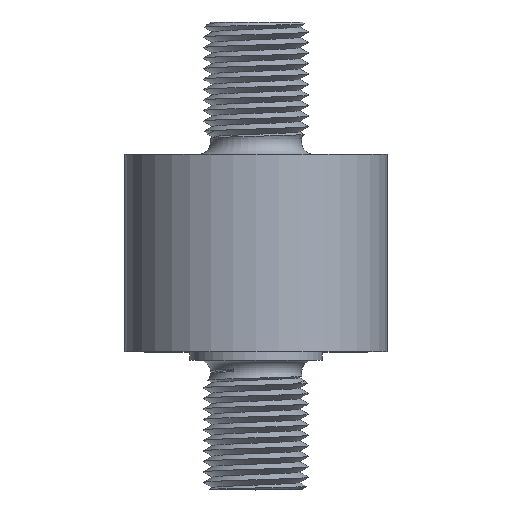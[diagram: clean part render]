
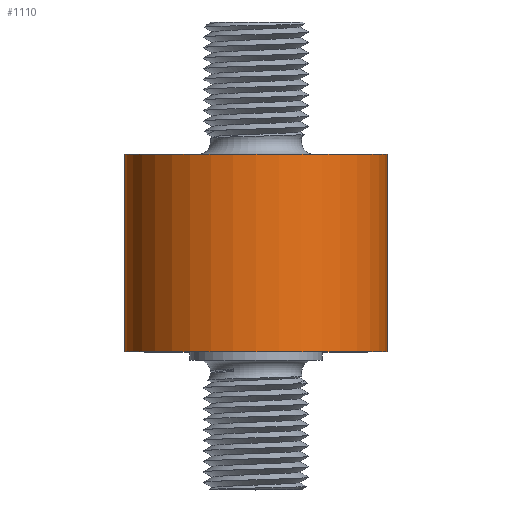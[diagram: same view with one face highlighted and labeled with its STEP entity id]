
A CAD part, top view. The second image highlights one B-rep face of the part: STEP entity #1110.
In plain terms, the highlighted cylindrical face has radius 15.9 mm (diameter 31.8 mm), a full revolution.
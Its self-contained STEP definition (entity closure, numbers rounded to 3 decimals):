
#47=FACE_BOUND('',#153,.T.);
#89=FACE_OUTER_BOUND('',#152,.T.);
#152=EDGE_LOOP('',(#847,#848,#849,#850,#851,#852));
#153=EDGE_LOOP('',(#853,#854));
#224=CIRCLE('',#1216,15.9);
#225=CIRCLE('',#1217,15.9);
#226=CIRCLE('',#1218,15.9);
#227=CIRCLE('',#1219,15.9);
#282=B_SPLINE_CURVE_WITH_KNOTS('',3,(#3290,#3291,#3292,#3293,#3294,#3295,
#3296,#3297,#3298,#3299,#3300,#3301,#3302,#3303,#3304,#3305,#3306,#3307),
 .UNSPECIFIED.,.F.,.F.,(4,2,2,2,2,2,2,2,4),(0.836,1.045,
1.254,1.463,1.672,1.882,2.091,
2.3,2.509),.UNSPECIFIED.);
#283=B_SPLINE_CURVE_WITH_KNOTS('',3,(#3308,#3309,#3310,#3311,#3312,#3313,
#3314,#3315,#3316,#3317,#3318,#3319,#3320,#3321,#3322,#3323,#3324,#3325,
#3326),.UNSPECIFIED.,.F.,.F.,(4,2,2,2,3,2,2,2,4),(-0.836,-0.627,
-0.418,-0.209,0.,0.209,
0.418,0.627,0.836),.UNSPECIFIED.);
#320=LINE('',#3334,#387);
#387=VECTOR('',#1400,15.9);
#503=VERTEX_POINT('',#3287);
#504=VERTEX_POINT('',#3289);
#505=VERTEX_POINT('',#3329);
#506=VERTEX_POINT('',#3330);
#507=VERTEX_POINT('',#3333);
#508=VERTEX_POINT('',#3335);
#646=EDGE_CURVE('',#503,#504,#282,.T.);
#647=EDGE_CURVE('',#504,#503,#283,.T.);
#649=EDGE_CURVE('',#505,#506,#224,.T.);
#650=EDGE_CURVE('',#506,#505,#225,.T.);
#651=EDGE_CURVE('',#506,#507,#320,.T.);
#652=EDGE_CURVE('',#507,#508,#226,.T.);
#653=EDGE_CURVE('',#508,#507,#227,.T.);
#847=ORIENTED_EDGE('',*,*,#649,.F.);
#848=ORIENTED_EDGE('',*,*,#650,.F.);
#849=ORIENTED_EDGE('',*,*,#651,.T.);
#850=ORIENTED_EDGE('',*,*,#652,.T.);
#851=ORIENTED_EDGE('',*,*,#653,.T.);
#852=ORIENTED_EDGE('',*,*,#651,.F.);
#853=ORIENTED_EDGE('',*,*,#647,.F.);
#854=ORIENTED_EDGE('',*,*,#646,.F.);
#1078=CYLINDRICAL_SURFACE('',#1215,15.9);
#1110=ADVANCED_FACE('',(#89,#47),#1078,.T.);
#1215=AXIS2_PLACEMENT_3D('',#3328,#1394,#1395);
#1216=AXIS2_PLACEMENT_3D('',#3331,#1396,#1397);
#1217=AXIS2_PLACEMENT_3D('',#3332,#1398,#1399);
#1218=AXIS2_PLACEMENT_3D('',#3336,#1401,#1402);
#1219=AXIS2_PLACEMENT_3D('',#3337,#1403,#1404);
#1394=DIRECTION('center_axis',(0.,-1.,0.));
#1395=DIRECTION('ref_axis',(0.,0.,-1.));
#1396=DIRECTION('center_axis',(0.,-1.,0.));
#1397=DIRECTION('ref_axis',(0.,0.,-1.));
#1398=DIRECTION('center_axis',(0.,-1.,0.));
#1399=DIRECTION('ref_axis',(0.,0.,-1.));
#1400=DIRECTION('',(0.,1.,0.));
#1401=DIRECTION('center_axis',(0.,-1.,0.));
#1402=DIRECTION('ref_axis',(0.,0.,-1.));
#1403=DIRECTION('center_axis',(0.,-1.,0.));
#1404=DIRECTION('ref_axis',(0.,0.,-1.));
#3287=CARTESIAN_POINT('',(0.,23.2,-15.9));
#3289=CARTESIAN_POINT('',(0.,34.2,-15.9));
#3290=CARTESIAN_POINT('Ctrl Pts',(0.,23.2,-15.9));
#3291=CARTESIAN_POINT('Ctrl Pts',(-0.697,23.2,-15.9));
#3292=CARTESIAN_POINT('Ctrl Pts',(-1.436,23.34,-15.85));
#3293=CARTESIAN_POINT('Ctrl Pts',(-2.789,23.904,-15.668));
#3294=CARTESIAN_POINT('Ctrl Pts',(-3.404,24.326,-15.539));
#3295=CARTESIAN_POINT('Ctrl Pts',(-4.374,25.296,-15.295));
#3296=CARTESIAN_POINT('Ctrl Pts',(-4.797,25.911,-15.162));
#3297=CARTESIAN_POINT('Ctrl Pts',(-5.36,27.264,-14.972));
#3298=CARTESIAN_POINT('Ctrl Pts',(-5.5,28.003,-14.918));
#3299=CARTESIAN_POINT('Ctrl Pts',(-5.5,29.397,-14.918));
#3300=CARTESIAN_POINT('Ctrl Pts',(-5.36,30.136,-14.972));
#3301=CARTESIAN_POINT('Ctrl Pts',(-4.797,31.489,-15.162));
#3302=CARTESIAN_POINT('Ctrl Pts',(-4.374,32.104,-15.295));
#3303=CARTESIAN_POINT('Ctrl Pts',(-3.404,33.074,-15.539));
#3304=CARTESIAN_POINT('Ctrl Pts',(-2.789,33.496,-15.668));
#3305=CARTESIAN_POINT('Ctrl Pts',(-1.436,34.06,-15.85));
#3306=CARTESIAN_POINT('Ctrl Pts',(-0.697,34.2,-15.9));
#3307=CARTESIAN_POINT('Ctrl Pts',(0.,34.2,-15.9));
#3308=CARTESIAN_POINT('Ctrl Pts',(0.,34.2,-15.9));
#3309=CARTESIAN_POINT('Ctrl Pts',(0.697,34.2,-15.9));
#3310=CARTESIAN_POINT('Ctrl Pts',(1.436,34.06,-15.85));
#3311=CARTESIAN_POINT('Ctrl Pts',(2.789,33.496,-15.668));
#3312=CARTESIAN_POINT('Ctrl Pts',(3.404,33.074,-15.539));
#3313=CARTESIAN_POINT('Ctrl Pts',(4.374,32.104,-15.295));
#3314=CARTESIAN_POINT('Ctrl Pts',(4.797,31.489,-15.162));
#3315=CARTESIAN_POINT('Ctrl Pts',(5.36,30.136,-14.972));
#3316=CARTESIAN_POINT('Ctrl Pts',(5.5,29.397,-14.918));
#3317=CARTESIAN_POINT('Ctrl Pts',(5.5,28.7,-14.918));
#3318=CARTESIAN_POINT('Ctrl Pts',(5.5,28.003,-14.918));
#3319=CARTESIAN_POINT('Ctrl Pts',(5.36,27.264,-14.972));
#3320=CARTESIAN_POINT('Ctrl Pts',(4.797,25.911,-15.162));
#3321=CARTESIAN_POINT('Ctrl Pts',(4.374,25.296,-15.295));
#3322=CARTESIAN_POINT('Ctrl Pts',(3.404,24.326,-15.539));
#3323=CARTESIAN_POINT('Ctrl Pts',(2.789,23.904,-15.668));
#3324=CARTESIAN_POINT('Ctrl Pts',(1.436,23.34,-15.85));
#3325=CARTESIAN_POINT('Ctrl Pts',(0.697,23.2,-15.9));
#3326=CARTESIAN_POINT('Ctrl Pts',(0.,23.2,-15.9));
#3328=CARTESIAN_POINT('Origin',(0.,0.,0.));
#3329=CARTESIAN_POINT('',(0.,16.7,-15.9));
#3330=CARTESIAN_POINT('',(0.,16.7,15.9));
#3331=CARTESIAN_POINT('Origin',(0.,16.7,0.));
#3332=CARTESIAN_POINT('Origin',(0.,16.7,0.));
#3333=CARTESIAN_POINT('',(0.,40.6,15.9));
#3334=CARTESIAN_POINT('',(0.,0.,15.9));
#3335=CARTESIAN_POINT('',(0.,40.6,-15.9));
#3336=CARTESIAN_POINT('Origin',(0.,40.6,0.));
#3337=CARTESIAN_POINT('Origin',(0.,40.6,0.));
